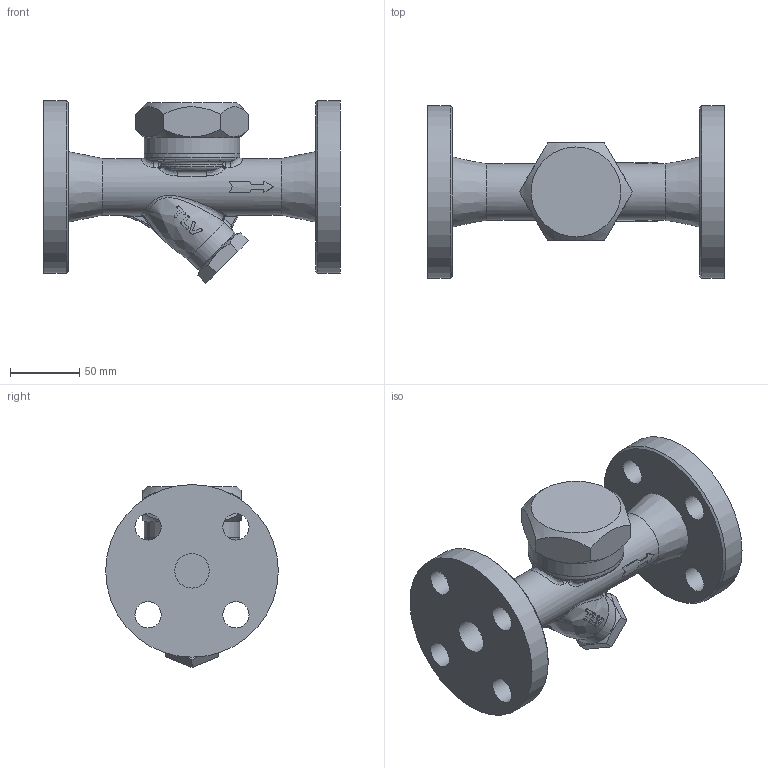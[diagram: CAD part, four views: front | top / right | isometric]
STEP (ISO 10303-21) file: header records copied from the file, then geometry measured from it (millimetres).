
FILE_DESCRIPTION((''),'2;1');
FILE_NAME('a3n00-025-jis10-00.stp','2010-12-06T16:05:57',('nakaot'),(''),'Autodesk Inventor 2008','Autodesk Inventor 2008','');
FILE_SCHEMA(('AUTOMOTIVE_DESIGN { 1 0 10303 214 1 1 1 1 }'));
Length unit declared in the file: millimetre
Products named in the file (1): a3n00-025-jis10-00
Bounding box: 215 x 125 x 132.46 mm (x, y, z)
Volume: 868422.1 mm3; surface area: 114651.5 mm2
Topology: 1 solids, 1 shells, 211 faces, 522 edges, 322 vertices
Faces by surface type: bspline 89, plane 58, cylinder 50, cone 8, torus 6
Full cylindrical faces by diameter (mm): 19 x4, 25 x1, 38 x1, 41 x1, 50 x1, 69 x1, 69.5 x1, 125 x1
Entity records: 13259 total; most frequent: CARTESIAN_POINT 8984, ORIENTED_EDGE 962, DIRECTION 690, EDGE_CURVE 481, VERTEX_POINT 311, AXIS2_PLACEMENT_3D 284, EDGE_LOOP 266, FACE_OUTER_BOUND 211
